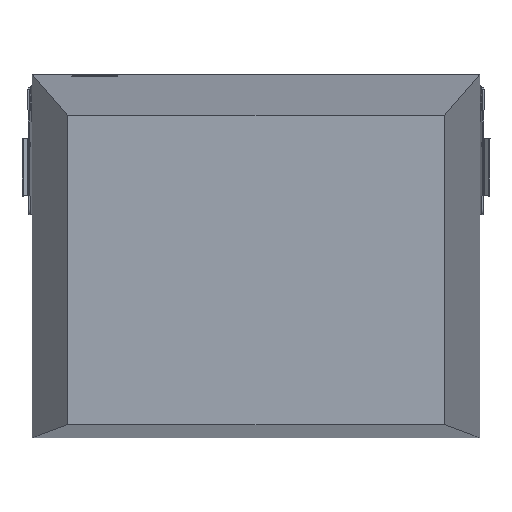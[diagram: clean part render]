
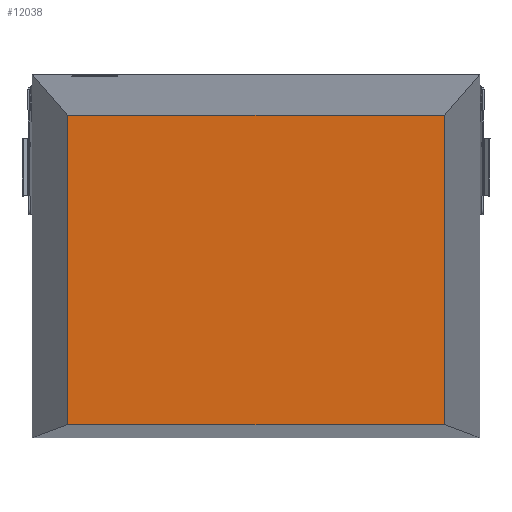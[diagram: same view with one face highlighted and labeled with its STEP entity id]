
A CAD part, front view. The second image highlights one B-rep face of the part: STEP entity #12038.
In plain terms, the highlighted face is planar.
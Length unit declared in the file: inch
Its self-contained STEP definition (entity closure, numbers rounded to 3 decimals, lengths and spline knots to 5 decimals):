
#755=PLANE('',#13506);
#1312=FACE_OUTER_BOUND('',#2136,.T.);
#2136=EDGE_LOOP('',(#9690,#9691,#9692,#9693));
#3108=LINE('',#20403,#4206);
#3109=LINE('',#20405,#4207);
#3110=LINE('',#20407,#4208);
#3111=LINE('',#20408,#4209);
#4206=VECTOR('',#15988,0.3937);
#4207=VECTOR('',#15989,0.3937);
#4208=VECTOR('',#15990,0.3937);
#4209=VECTOR('',#15991,0.3937);
#5821=VERTEX_POINT('',#20401);
#5822=VERTEX_POINT('',#20402);
#5823=VERTEX_POINT('',#20404);
#5824=VERTEX_POINT('',#20406);
#7171=EDGE_CURVE('',#5821,#5822,#3108,.T.);
#7172=EDGE_CURVE('',#5823,#5821,#3109,.T.);
#7173=EDGE_CURVE('',#5823,#5824,#3110,.T.);
#7174=EDGE_CURVE('',#5824,#5822,#3111,.T.);
#9690=ORIENTED_EDGE('',*,*,#7171,.F.);
#9691=ORIENTED_EDGE('',*,*,#7172,.F.);
#9692=ORIENTED_EDGE('',*,*,#7173,.T.);
#9693=ORIENTED_EDGE('',*,*,#7174,.T.);
#12038=ADVANCED_FACE('',(#1312),#755,.F.);
#13506=AXIS2_PLACEMENT_3D('',#20400,#15986,#15987);
#15986=DIRECTION('center_axis',(0.,1.,0.));
#15987=DIRECTION('ref_axis',(0.,0.,1.));
#15988=DIRECTION('',(1.,0.,0.));
#15989=DIRECTION('',(0.,0.,1.));
#15990=DIRECTION('',(1.,0.,0.));
#15991=DIRECTION('',(0.,0.,1.));
#20400=CARTESIAN_POINT('Origin',(0.,-16.06,-1.15385));
#20401=CARTESIAN_POINT('',(-7.375,-16.06,4.90865));
#20402=CARTESIAN_POINT('',(7.375,-16.06,4.90865));
#20403=CARTESIAN_POINT('',(-7.375,-16.06,4.90865));
#20404=CARTESIAN_POINT('',(-7.375,-16.06,-7.21635));
#20405=CARTESIAN_POINT('',(-7.375,-16.06,-7.21635));
#20406=CARTESIAN_POINT('',(7.375,-16.06,-7.21635));
#20407=CARTESIAN_POINT('',(-7.375,-16.06,-7.21635));
#20408=CARTESIAN_POINT('',(7.375,-16.06,-7.21635));
